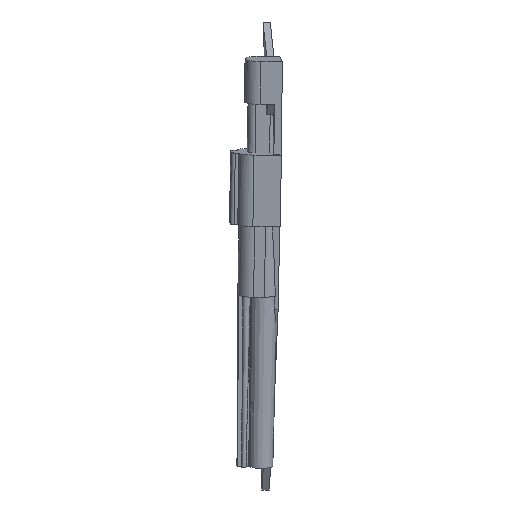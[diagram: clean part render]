
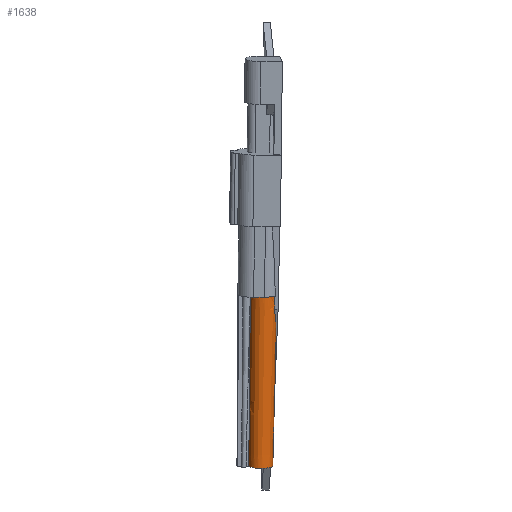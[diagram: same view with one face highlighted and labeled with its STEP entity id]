
A CAD part, left-side view. The second image highlights one B-rep face of the part: STEP entity #1638.
In plain terms, the highlighted conical face has half-angle 0.5 degrees and reference radius 1.904 mm.
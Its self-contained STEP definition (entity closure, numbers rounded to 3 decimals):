
#16=CONICAL_SURFACE('',#1773,1.904,0.009);
#42=CIRCLE('',#1721,1.904);
#49=CIRCLE('',#1729,1.904);
#64=CIRCLE('',#1774,1.694);
#71=(
BOUNDED_CURVE()
B_SPLINE_CURVE(2,(#2286,#2287,#2288),.UNSPECIFIED.,.F.,.F.)
B_SPLINE_CURVE_WITH_KNOTS((3,3),(0.,1.078),.UNSPECIFIED.)
CURVE()
GEOMETRIC_REPRESENTATION_ITEM()
RATIONAL_B_SPLINE_CURVE((1.,1.001,1.001))
REPRESENTATION_ITEM('')
);
#77=(
BOUNDED_CURVE()
B_SPLINE_CURVE(2,(#2605,#2606,#2607),.UNSPECIFIED.,.F.,.F.)
B_SPLINE_CURVE_WITH_KNOTS((3,3),(-1.699,-0.159),
 .UNSPECIFIED.)
CURVE()
GEOMETRIC_REPRESENTATION_ITEM()
RATIONAL_B_SPLINE_CURVE((1.,1.,1.))
REPRESENTATION_ITEM('')
);
#78=(
BOUNDED_CURVE()
B_SPLINE_CURVE(2,(#2610,#2611,#2612),.UNSPECIFIED.,.F.,.F.)
B_SPLINE_CURVE_WITH_KNOTS((3,3),(-0.947,-0.088),
 .UNSPECIFIED.)
CURVE()
GEOMETRIC_REPRESENTATION_ITEM()
RATIONAL_B_SPLINE_CURVE((1.,1.,1.))
REPRESENTATION_ITEM('')
);
#79=(
BOUNDED_CURVE()
B_SPLINE_CURVE(2,(#2617,#2618,#2619),.UNSPECIFIED.,.F.,.F.)
B_SPLINE_CURVE_WITH_KNOTS((3,3),(-0.947,-0.088),
 .UNSPECIFIED.)
CURVE()
GEOMETRIC_REPRESENTATION_ITEM()
RATIONAL_B_SPLINE_CURVE((1.,1.,1.))
REPRESENTATION_ITEM('')
);
#80=(
BOUNDED_CURVE()
B_SPLINE_CURVE(2,(#2620,#2621,#2622),.UNSPECIFIED.,.F.,.F.)
B_SPLINE_CURVE_WITH_KNOTS((3,3),(-1.699,-0.159),
 .UNSPECIFIED.)
CURVE()
GEOMETRIC_REPRESENTATION_ITEM()
RATIONAL_B_SPLINE_CURVE((1.,1.,1.))
REPRESENTATION_ITEM('')
);
#131=FACE_OUTER_BOUND('',#219,.T.);
#219=EDGE_LOOP('',(#1286,#1287,#1288,#1289,#1290,#1291,#1292,#1293,#1294,
#1295));
#630=ELLIPSE('',#1699,6.878,1.853);
#632=ELLIPSE('',#1709,32.216,1.727);
#637=VERTEX_POINT('',#2274);
#638=VERTEX_POINT('',#2275);
#642=VERTEX_POINT('',#2285);
#657=VERTEX_POINT('',#2331);
#680=VERTEX_POINT('',#2383);
#691=VERTEX_POINT('',#2407);
#755=VERTEX_POINT('',#2604);
#756=VERTEX_POINT('',#2608);
#757=VERTEX_POINT('',#2614);
#758=VERTEX_POINT('',#2616);
#796=EDGE_CURVE('',#637,#638,#630,.T.);
#801=EDGE_CURVE('',#642,#637,#71,.T.);
#823=EDGE_CURVE('',#638,#657,#632,.T.);
#849=EDGE_CURVE('',#642,#680,#42,.T.);
#862=EDGE_CURVE('',#691,#657,#49,.T.);
#956=EDGE_CURVE('',#691,#755,#77,.T.);
#958=EDGE_CURVE('',#755,#756,#78,.T.);
#959=EDGE_CURVE('',#756,#757,#64,.T.);
#960=EDGE_CURVE('',#758,#757,#79,.T.);
#961=EDGE_CURVE('',#680,#758,#80,.T.);
#1286=ORIENTED_EDGE('',*,*,#823,.T.);
#1287=ORIENTED_EDGE('',*,*,#862,.F.);
#1288=ORIENTED_EDGE('',*,*,#956,.T.);
#1289=ORIENTED_EDGE('',*,*,#958,.T.);
#1290=ORIENTED_EDGE('',*,*,#959,.T.);
#1291=ORIENTED_EDGE('',*,*,#960,.F.);
#1292=ORIENTED_EDGE('',*,*,#961,.F.);
#1293=ORIENTED_EDGE('',*,*,#849,.F.);
#1294=ORIENTED_EDGE('',*,*,#801,.T.);
#1295=ORIENTED_EDGE('',*,*,#796,.T.);
#1638=ADVANCED_FACE('',(#131),#16,.T.);
#1699=AXIS2_PLACEMENT_3D('',#2276,#1832,#1833);
#1709=AXIS2_PLACEMENT_3D('',#2332,#1876,#1877);
#1721=AXIS2_PLACEMENT_3D('',#2384,#1917,#1918);
#1729=AXIS2_PLACEMENT_3D('',#2409,#1939,#1940);
#1773=AXIS2_PLACEMENT_3D('',#2613,#2101,#2102);
#1774=AXIS2_PLACEMENT_3D('',#2615,#2103,#2104);
#1832=DIRECTION('center_axis',(-0.898,-0.079,-0.433));
#1833=DIRECTION('ref_axis',(0.431,0.038,-0.902));
#1876=DIRECTION('center_axis',(-0.97,-0.085,-0.227));
#1877=DIRECTION('ref_axis',(0.226,0.02,-0.974));
#1917=DIRECTION('center_axis',(-0.173,-0.015,0.985));
#1918=DIRECTION('ref_axis',(-0.981,-0.086,-0.174));
#1939=DIRECTION('center_axis',(-0.173,-0.015,0.985));
#1940=DIRECTION('ref_axis',(-0.981,-0.086,-0.174));
#2101=DIRECTION('center_axis',(-0.173,-0.015,0.985));
#2102=DIRECTION('ref_axis',(0.122,-0.992,0.006));
#2103=DIRECTION('center_axis',(-0.173,-0.015,0.985));
#2104=DIRECTION('ref_axis',(-0.981,-0.086,-0.174));
#2274=CARTESIAN_POINT('',(17.932,29.359,-21.809));
#2275=CARTESIAN_POINT('',(13.754,28.485,-12.977));
#2276=CARTESIAN_POINT('Origin',(15.35,30.137,-16.589));
#2285=CARTESIAN_POINT('',(16.095,29.198,-10.675));
#2286=CARTESIAN_POINT('Ctrl Pts',(16.095,29.198,-10.675));
#2287=CARTESIAN_POINT('Ctrl Pts',(17.049,29.282,-16.451));
#2288=CARTESIAN_POINT('Ctrl Pts',(17.932,29.359,-21.809));
#2331=CARTESIAN_POINT('',(13.33,28.509,-11.172));
#2332=CARTESIAN_POINT('Origin',(17.188,30.298,-28.34));
#2383=CARTESIAN_POINT('',(14.685,31.939,-10.881));
#2384=CARTESIAN_POINT('Origin',(14.419,30.055,-10.957));
#2407=CARTESIAN_POINT('',(13.715,31.822,-11.053));
#2409=CARTESIAN_POINT('Origin',(14.419,30.055,-10.957));
#2604=CARTESIAN_POINT('',(16.52,31.964,-26.199));
#2605=CARTESIAN_POINT('Ctrl Pts',(13.715,31.822,-11.053));
#2606=CARTESIAN_POINT('Ctrl Pts',(15.158,31.896,-18.845));
#2607=CARTESIAN_POINT('Ctrl Pts',(16.52,31.964,-26.199));
#2608=CARTESIAN_POINT('',(18.086,32.041,-34.652));
#2610=CARTESIAN_POINT('Ctrl Pts',(16.52,31.964,-26.199));
#2611=CARTESIAN_POINT('Ctrl Pts',(17.317,32.004,-30.5));
#2612=CARTESIAN_POINT('Ctrl Pts',(18.086,32.041,-34.652));
#2613=CARTESIAN_POINT('Origin',(14.419,30.055,-10.957));
#2614=CARTESIAN_POINT('',(18.646,32.111,-34.553));
#2615=CARTESIAN_POINT('Origin',(18.57,30.418,-34.592));
#2616=CARTESIAN_POINT('',(17.227,32.051,-26.073));
#2617=CARTESIAN_POINT('Ctrl Pts',(17.227,32.051,-26.073));
#2618=CARTESIAN_POINT('Ctrl Pts',(17.95,32.082,-30.393));
#2619=CARTESIAN_POINT('Ctrl Pts',(18.646,32.111,-34.553));
#2620=CARTESIAN_POINT('Ctrl Pts',(14.685,31.939,-10.881));
#2621=CARTESIAN_POINT('Ctrl Pts',(15.995,31.998,-18.709));
#2622=CARTESIAN_POINT('Ctrl Pts',(17.227,32.051,-26.073));
